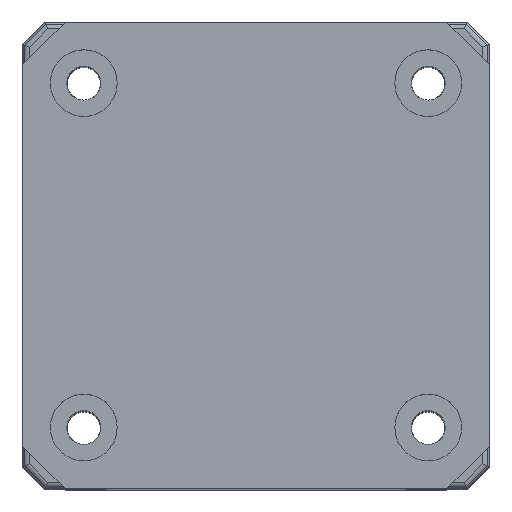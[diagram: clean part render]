
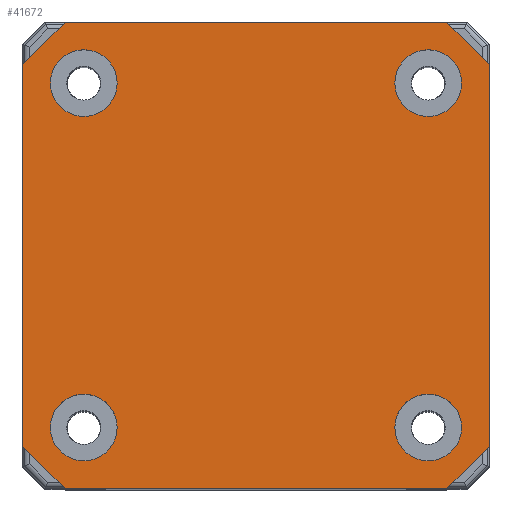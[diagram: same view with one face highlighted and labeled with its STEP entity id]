
A CAD part, top view. The second image highlights one B-rep face of the part: STEP entity #41672.
In plain terms, the highlighted planar face has unit normal (0, 0, 1).
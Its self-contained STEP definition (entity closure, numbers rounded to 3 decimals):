
#41334=CARTESIAN_POINT('',(109.334,127.872,156.183));
#41335=VERTEX_POINT('',#41334);
#41342=CARTESIAN_POINT('',(109.334,93.504,156.183));
#41343=VERTEX_POINT('',#41342);
#41344=CARTESIAN_POINT('',(109.334,93.504,156.183));
#41345=DIRECTION('',(0.,1.,-0.));
#41346=VECTOR('',#41345,34.368);
#41347=LINE('',#41344,#41346);
#41348=EDGE_CURVE('',#41343,#41335,#41347,.T.);
#41364=CARTESIAN_POINT('',(105.518,89.688,156.183));
#41365=VERTEX_POINT('',#41364);
#41374=CARTESIAN_POINT('',(105.518,89.688,156.183));
#41375=DIRECTION('',(0.707,0.707,-0.));
#41376=VECTOR('',#41375,5.397);
#41377=LINE('',#41374,#41376);
#41378=EDGE_CURVE('',#41365,#41343,#41377,.T.);
#41390=CARTESIAN_POINT('',(71.151,89.688,156.183));
#41391=VERTEX_POINT('',#41390);
#41392=CARTESIAN_POINT('',(71.151,89.688,156.183));
#41393=DIRECTION('',(1.,-0.,0.));
#41394=VECTOR('',#41393,34.368);
#41395=LINE('',#41392,#41394);
#41396=EDGE_CURVE('',#41391,#41365,#41395,.T.);
#41436=CARTESIAN_POINT('',(67.334,93.504,156.183));
#41437=VERTEX_POINT('',#41436);
#41438=CARTESIAN_POINT('',(67.334,93.504,156.183));
#41439=DIRECTION('',(0.707,-0.707,0.));
#41440=VECTOR('',#41439,5.397);
#41441=LINE('',#41438,#41440);
#41442=EDGE_CURVE('',#41437,#41391,#41441,.T.);
#41460=CARTESIAN_POINT('',(67.334,127.872,156.183));
#41461=VERTEX_POINT('',#41460);
#41462=CARTESIAN_POINT('',(67.334,127.872,156.183));
#41463=DIRECTION('',(-0.,-1.,0.));
#41464=VECTOR('',#41463,34.368);
#41465=LINE('',#41462,#41464);
#41466=EDGE_CURVE('',#41461,#41437,#41465,.T.);
#41484=CARTESIAN_POINT('',(71.151,131.688,156.183));
#41485=VERTEX_POINT('',#41484);
#41486=CARTESIAN_POINT('',(67.334,127.872,156.183));
#41487=DIRECTION('',(0.707,0.707,-0.));
#41488=VECTOR('',#41487,5.397);
#41489=LINE('',#41486,#41488);
#41490=EDGE_CURVE('',#41461,#41485,#41489,.T.);
#41508=CARTESIAN_POINT('',(105.518,131.688,156.183));
#41509=VERTEX_POINT('',#41508);
#41510=CARTESIAN_POINT('',(105.518,131.688,156.183));
#41511=DIRECTION('',(-1.,0.,-0.));
#41512=VECTOR('',#41511,34.368);
#41513=LINE('',#41510,#41512);
#41514=EDGE_CURVE('',#41509,#41485,#41513,.T.);
#41533=CARTESIAN_POINT('',(105.518,131.688,156.183));
#41534=DIRECTION('',(0.707,-0.707,0.));
#41535=VECTOR('',#41534,5.397);
#41536=LINE('',#41533,#41535);
#41537=EDGE_CURVE('',#41509,#41335,#41536,.T.);
#41547=CARTESIAN_POINT('',(69.834,126.188,156.183));
#41548=VERTEX_POINT('',#41547);
#41557=CARTESIAN_POINT('',(72.834,129.188,156.183));
#41558=VERTEX_POINT('',#41557);
#41559=CARTESIAN_POINT('',(72.834,126.188,156.183));
#41560=DIRECTION('',(-0.,0.,1.));
#41561=DIRECTION('',(0.,1.,-0.));
#41562=AXIS2_PLACEMENT_3D('',#41559,#41560,#41561);
#41563=CIRCLE('',#41562,3.);
#41564=EDGE_CURVE('',#41548,#41558,#41563,.T.);
#41566=CARTESIAN_POINT('',(72.834,126.188,156.183));
#41567=DIRECTION('',(-0.,0.,1.));
#41568=DIRECTION('',(0.,1.,-0.));
#41569=AXIS2_PLACEMENT_3D('',#41566,#41567,#41568);
#41570=CIRCLE('',#41569,3.);
#41571=EDGE_CURVE('',#41558,#41548,#41570,.T.);
#41593=CARTESIAN_POINT('',(88.334,110.688,156.183));
#41594=DIRECTION('',(-0.,0.,1.));
#41595=DIRECTION('',(-0.,-1.,0.));
#41596=AXIS2_PLACEMENT_3D('',#41593,#41594,#41595);
#41597=PLANE('',#41596);
#41598=ORIENTED_EDGE('',*,*,#41466,.T.);
#41599=ORIENTED_EDGE('',*,*,#41442,.T.);
#41600=ORIENTED_EDGE('',*,*,#41396,.T.);
#41601=ORIENTED_EDGE('',*,*,#41378,.T.);
#41602=ORIENTED_EDGE('',*,*,#41348,.T.);
#41603=ORIENTED_EDGE('',*,*,#41537,.F.);
#41604=ORIENTED_EDGE('',*,*,#41514,.T.);
#41605=ORIENTED_EDGE('',*,*,#41490,.F.);
#41606=EDGE_LOOP('',(#41598,#41599,#41600,#41601,#41602,#41603,#41604,#41605));
#41607=FACE_BOUND('',#41606,.T.);
#41608=CARTESIAN_POINT('',(100.834,126.188,156.183));
#41609=VERTEX_POINT('',#41608);
#41610=CARTESIAN_POINT('',(103.834,129.188,156.183));
#41611=VERTEX_POINT('',#41610);
#41612=CARTESIAN_POINT('',(103.834,126.188,156.183));
#41613=DIRECTION('',(-0.,0.,1.));
#41614=DIRECTION('',(0.,1.,-0.));
#41615=AXIS2_PLACEMENT_3D('',#41612,#41613,#41614);
#41616=CIRCLE('',#41615,3.);
#41617=EDGE_CURVE('',#41609,#41611,#41616,.T.);
#41618=ORIENTED_EDGE('',*,*,#41617,.F.);
#41619=CARTESIAN_POINT('',(103.834,126.188,156.183));
#41620=DIRECTION('',(-0.,0.,1.));
#41621=DIRECTION('',(0.,1.,-0.));
#41622=AXIS2_PLACEMENT_3D('',#41619,#41620,#41621);
#41623=CIRCLE('',#41622,3.);
#41624=EDGE_CURVE('',#41611,#41609,#41623,.T.);
#41625=ORIENTED_EDGE('',*,*,#41624,.F.);
#41626=EDGE_LOOP('',(#41618,#41625));
#41627=FACE_BOUND('',#41626,.T.);
#41628=ORIENTED_EDGE('',*,*,#41564,.F.);
#41629=ORIENTED_EDGE('',*,*,#41571,.F.);
#41630=EDGE_LOOP('',(#41628,#41629));
#41631=FACE_BOUND('',#41630,.T.);
#41632=CARTESIAN_POINT('',(69.834,95.188,156.183));
#41633=VERTEX_POINT('',#41632);
#41634=CARTESIAN_POINT('',(72.834,98.188,156.183));
#41635=VERTEX_POINT('',#41634);
#41636=CARTESIAN_POINT('',(72.834,95.188,156.183));
#41637=DIRECTION('',(-0.,0.,1.));
#41638=DIRECTION('',(0.,1.,-0.));
#41639=AXIS2_PLACEMENT_3D('',#41636,#41637,#41638);
#41640=CIRCLE('',#41639,3.);
#41641=EDGE_CURVE('',#41633,#41635,#41640,.T.);
#41642=ORIENTED_EDGE('',*,*,#41641,.F.);
#41643=CARTESIAN_POINT('',(72.834,95.188,156.183));
#41644=DIRECTION('',(-0.,0.,1.));
#41645=DIRECTION('',(0.,1.,-0.));
#41646=AXIS2_PLACEMENT_3D('',#41643,#41644,#41645);
#41647=CIRCLE('',#41646,3.);
#41648=EDGE_CURVE('',#41635,#41633,#41647,.T.);
#41649=ORIENTED_EDGE('',*,*,#41648,.F.);
#41650=EDGE_LOOP('',(#41642,#41649));
#41651=FACE_BOUND('',#41650,.T.);
#41652=CARTESIAN_POINT('',(100.834,95.188,156.183));
#41653=VERTEX_POINT('',#41652);
#41654=CARTESIAN_POINT('',(103.834,98.188,156.183));
#41655=VERTEX_POINT('',#41654);
#41656=CARTESIAN_POINT('',(103.834,95.188,156.183));
#41657=DIRECTION('',(-0.,0.,1.));
#41658=DIRECTION('',(0.,1.,-0.));
#41659=AXIS2_PLACEMENT_3D('',#41656,#41657,#41658);
#41660=CIRCLE('',#41659,3.);
#41661=EDGE_CURVE('',#41653,#41655,#41660,.T.);
#41662=ORIENTED_EDGE('',*,*,#41661,.F.);
#41663=CARTESIAN_POINT('',(103.834,95.188,156.183));
#41664=DIRECTION('',(-0.,0.,1.));
#41665=DIRECTION('',(0.,1.,-0.));
#41666=AXIS2_PLACEMENT_3D('',#41663,#41664,#41665);
#41667=CIRCLE('',#41666,3.);
#41668=EDGE_CURVE('',#41655,#41653,#41667,.T.);
#41669=ORIENTED_EDGE('',*,*,#41668,.F.);
#41670=EDGE_LOOP('',(#41662,#41669));
#41671=FACE_BOUND('',#41670,.T.);
#41672=ADVANCED_FACE('',(#41607,#41627,#41631,#41651,#41671),#41597,.T.);
